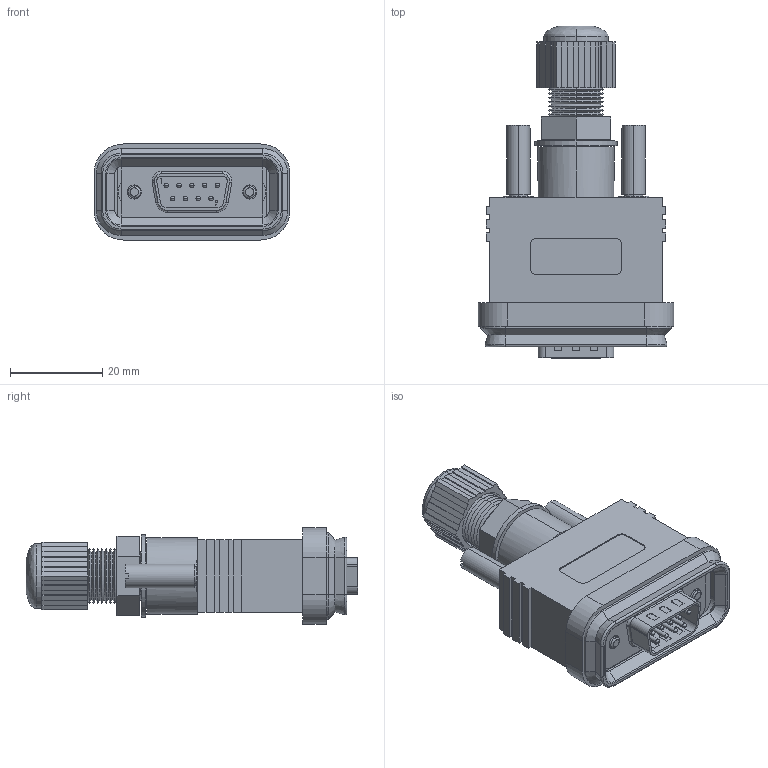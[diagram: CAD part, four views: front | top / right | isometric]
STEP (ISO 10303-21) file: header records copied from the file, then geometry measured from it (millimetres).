
FILE_DESCRIPTION (( 'STEP AP203' ), '1' );
FILE_NAME ('WPDB9P-KIT.STEP', '2006-06-30T19:09:55', ( ' ' ), ( ' ' ), 'SwSTEP 2.0', 'SolidWorks 2005354', '' );
FILE_SCHEMA (( 'CONFIG_CONTROL_DESIGN' ));
Length unit declared in the file: inch
Products named in the file (11): WPDB9S-MA5; WPDB9S-MA4; WPDB9S-MA6; WPDB9P-KIT; WPDB9S-MA8; WP_D-SUB_9-Pin; WPDB9S-MA3; WPDB9S-MA2; WPDB9S-MA1; WPDB9S-MA7; SD9P
Assembly tree (13 placements, depth 2):
  WPDB9P-KIT
    WPDB9S-MA1  x2
    WPDB9S-MA3  x2
    WPDB9S-MA2  x2
    WPDB9S-MA7
    WP_D-SUB_9-Pin
    WPDB9S-MA8
    WPDB9S-MA6
    WPDB9S-MA5
    SD9P
    WPDB9S-MA4
Bounding box: 42.42 x 71.94 x 20.83 mm (x, y, z)
Volume: 14768.9 mm3; surface area: 19693.4 mm2
Topology: 13 solids, 13 shells, 979 faces, 2304 edges, 1392 vertices
Faces by surface type: plane 417, cylinder 305, cone 192, torus 36, sphere 18, bspline 11
Entity records: 27332 total; most frequent: CARTESIAN_POINT 5327, DIRECTION 4551, ORIENTED_EDGE 4160, EDGE_CURVE 2080, AXIS2_PLACEMENT_3D 1656, VERTEX_POINT 1268, VECTOR 1239, LINE 1239
